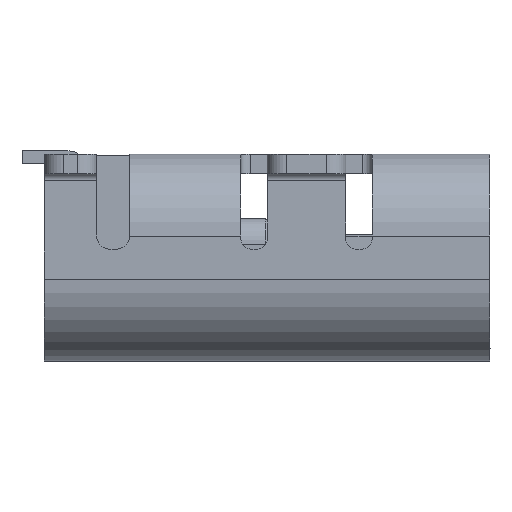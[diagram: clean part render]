
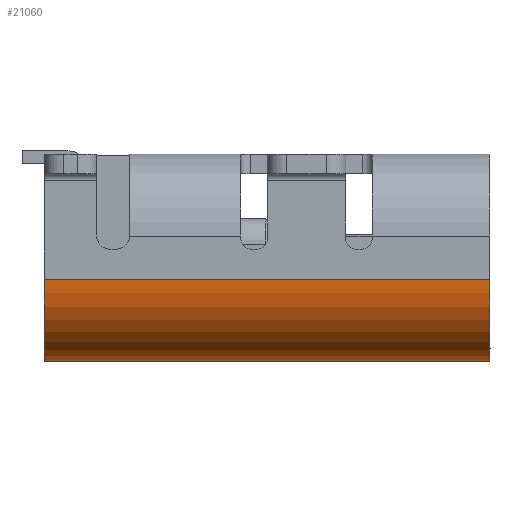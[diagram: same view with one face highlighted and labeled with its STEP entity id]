
A CAD part, front view. The second image highlights one B-rep face of the part: STEP entity #21060.
In plain terms, the highlighted cylindrical face has radius 1.25 mm (diameter 2.5 mm), a partial arc.
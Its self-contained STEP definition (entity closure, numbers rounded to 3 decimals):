
#15616=CARTESIAN_POINT('',(5.5,16.78,
-0.53));
#15617=DIRECTION('',(-1.,0.,0.));
#15618=DIRECTION('',(0.,0.,-1.));
#15619=AXIS2_PLACEMENT_3D('',#15616,#15617,#15618);
#16245=CARTESIAN_POINT('',(-1.3,16.78,
-0.53));
#16246=DIRECTION('',(1.,0.,0.));
#16247=DIRECTION('',(0.,-1.,0.));
#16248=AXIS2_PLACEMENT_3D('',#16245,#16246,#16247);
#16366=DIRECTION('',(1.,0.,0.));
#16367=VECTOR('',#16366,6.8);
#16368=CARTESIAN_POINT('',(-1.3,15.53,
-0.53));
#16369=LINE('',#16368,#16367);
#16370=DIRECTION('',(-1.,0.,0.));
#16371=VECTOR('',#16370,6.8);
#16372=CARTESIAN_POINT('',(5.5,16.78,
-1.78));
#16373=LINE('',#16372,#16371);
#18371=CARTESIAN_POINT('',(5.5,16.78,
-1.78));
#18372=VERTEX_POINT('',#18371);
#18373=CARTESIAN_POINT('',(5.5,15.53,
-0.53));
#18374=VERTEX_POINT('',#18373);
#18563=CARTESIAN_POINT('',(-1.3,16.78,
-1.78));
#18564=VERTEX_POINT('',#18563);
#18643=CARTESIAN_POINT('',(-1.3,15.53,
-0.53));
#18644=VERTEX_POINT('',#18643);
#21049=CARTESIAN_POINT('',(-6056936.491,16.78,
-0.53));
#21050=DIRECTION('',(1.,0.,0.));
#21051=DIRECTION('',(0.,-1.,0.));
#21052=AXIS2_PLACEMENT_3D('',#21049,#21050,#21051);
#21053=CYLINDRICAL_SURFACE('',#21052,1.25);
#21054=ORIENTED_EDGE('',*,*,#19363,.T.);
#21055=ORIENTED_EDGE('',*,*,#19735,.F.);
#21056=ORIENTED_EDGE('',*,*,#20435,.T.);
#21057=ORIENTED_EDGE('',*,*,#20815,.F.);
#21058=EDGE_LOOP('',(#21054,#21055,#21056,#21057));
#21059=FACE_OUTER_BOUND('',#21058,.F.);
#15620=CIRCLE('',#15619,1.25);
#16249=CIRCLE('',#16248,1.25);
#19363=EDGE_CURVE('',#18644,#18374,#16369,.T.);
#19735=EDGE_CURVE('',#18372,#18374,#15620,.T.);
#20435=EDGE_CURVE('',#18372,#18564,#16373,.T.);
#20815=EDGE_CURVE('',#18644,#18564,#16249,.T.);
#21060=ADVANCED_FACE('',(#21059),#21053,.T.);
